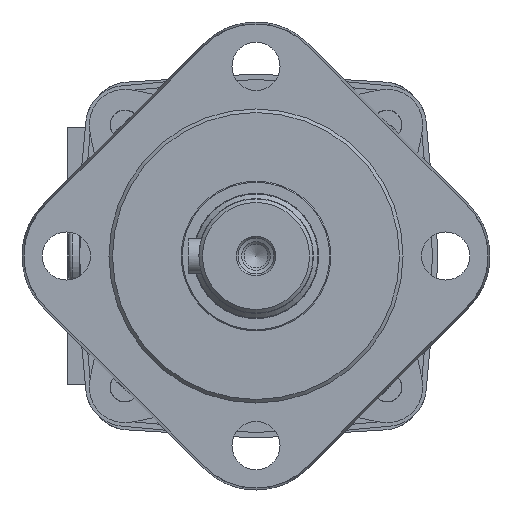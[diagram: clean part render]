
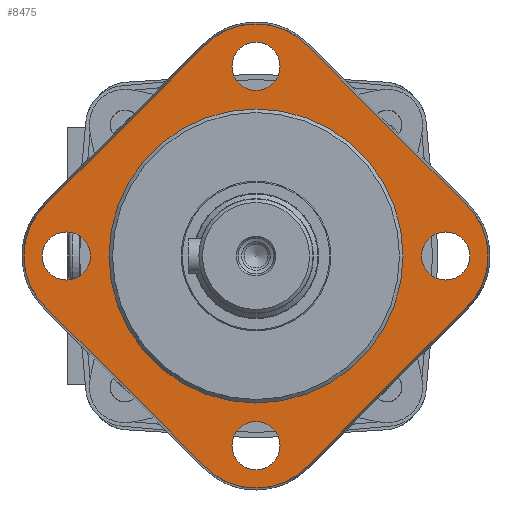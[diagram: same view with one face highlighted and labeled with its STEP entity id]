
A CAD part, left-side view. The second image highlights one B-rep face of the part: STEP entity #8475.
In plain terms, the highlighted planar face has unit normal (-1, 0, 0).
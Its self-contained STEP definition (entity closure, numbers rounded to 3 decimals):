
#412=PLANE('',#9603);
#535=FACE_BOUND('',#1601,.T.);
#536=FACE_BOUND('',#1602,.T.);
#537=FACE_BOUND('',#1603,.T.);
#538=FACE_BOUND('',#1604,.T.);
#539=FACE_BOUND('',#1605,.T.);
#1036=FACE_OUTER_BOUND('',#1600,.T.);
#1600=EDGE_LOOP('',(#7543,#7544,#7545,#7546,#7547,#7548,#7549,#7550));
#1601=EDGE_LOOP('',(#7551));
#1602=EDGE_LOOP('',(#7552));
#1603=EDGE_LOOP('',(#7553));
#1604=EDGE_LOOP('',(#7554));
#1605=EDGE_LOOP('',(#7555));
#2225=LINE('',#15799,#2834);
#2226=LINE('',#15803,#2835);
#2227=LINE('',#15807,#2836);
#2228=LINE('',#15811,#2837);
#2834=VECTOR('',#11992,1000.);
#2835=VECTOR('',#11995,1000.);
#2836=VECTOR('',#11998,1000.);
#2837=VECTOR('',#12001,1000.);
#3327=CIRCLE('',#9604,20.11);
#3328=CIRCLE('',#9605,20.11);
#3329=CIRCLE('',#9606,20.11);
#3330=CIRCLE('',#9607,20.11);
#3331=CIRCLE('',#9608,6.75);
#3332=CIRCLE('',#9609,41.25);
#3333=CIRCLE('',#9610,6.75);
#3334=CIRCLE('',#9611,6.75);
#3335=CIRCLE('',#9612,6.75);
#4121=VERTEX_POINT('',#15797);
#4122=VERTEX_POINT('',#15798);
#4123=VERTEX_POINT('',#15800);
#4124=VERTEX_POINT('',#15802);
#4125=VERTEX_POINT('',#15804);
#4126=VERTEX_POINT('',#15806);
#4127=VERTEX_POINT('',#15808);
#4128=VERTEX_POINT('',#15810);
#4129=VERTEX_POINT('',#15813);
#4130=VERTEX_POINT('',#15815);
#4131=VERTEX_POINT('',#15817);
#4132=VERTEX_POINT('',#15819);
#4133=VERTEX_POINT('',#15821);
#5286=EDGE_CURVE('',#4121,#4122,#2225,.T.);
#5287=EDGE_CURVE('',#4123,#4121,#3327,.T.);
#5288=EDGE_CURVE('',#4124,#4123,#2226,.T.);
#5289=EDGE_CURVE('',#4125,#4124,#3328,.T.);
#5290=EDGE_CURVE('',#4125,#4126,#2227,.T.);
#5291=EDGE_CURVE('',#4127,#4126,#3329,.T.);
#5292=EDGE_CURVE('',#4127,#4128,#2228,.T.);
#5293=EDGE_CURVE('',#4122,#4128,#3330,.T.);
#5294=EDGE_CURVE('',#4129,#4129,#3331,.F.);
#5295=EDGE_CURVE('',#4130,#4130,#3332,.F.);
#5296=EDGE_CURVE('',#4131,#4131,#3333,.T.);
#5297=EDGE_CURVE('',#4132,#4132,#3334,.T.);
#5298=EDGE_CURVE('',#4133,#4133,#3335,.T.);
#7543=ORIENTED_EDGE('',*,*,#5286,.F.);
#7544=ORIENTED_EDGE('',*,*,#5287,.F.);
#7545=ORIENTED_EDGE('',*,*,#5288,.F.);
#7546=ORIENTED_EDGE('',*,*,#5289,.F.);
#7547=ORIENTED_EDGE('',*,*,#5290,.T.);
#7548=ORIENTED_EDGE('',*,*,#5291,.F.);
#7549=ORIENTED_EDGE('',*,*,#5292,.T.);
#7550=ORIENTED_EDGE('',*,*,#5293,.F.);
#7551=ORIENTED_EDGE('',*,*,#5294,.F.);
#7552=ORIENTED_EDGE('',*,*,#5295,.F.);
#7553=ORIENTED_EDGE('',*,*,#5296,.T.);
#7554=ORIENTED_EDGE('',*,*,#5297,.T.);
#7555=ORIENTED_EDGE('',*,*,#5298,.T.);
#8475=ADVANCED_FACE('',(#1036,#535,#536,#537,#538,#539),#412,.F.);
#9603=AXIS2_PLACEMENT_3D('',#15796,#11990,#11991);
#9604=AXIS2_PLACEMENT_3D('',#15801,#11993,#11994);
#9605=AXIS2_PLACEMENT_3D('',#15805,#11996,#11997);
#9606=AXIS2_PLACEMENT_3D('',#15809,#11999,#12000);
#9607=AXIS2_PLACEMENT_3D('',#15812,#12002,#12003);
#9608=AXIS2_PLACEMENT_3D('',#15814,#12004,#12005);
#9609=AXIS2_PLACEMENT_3D('',#15816,#12006,#12007);
#9610=AXIS2_PLACEMENT_3D('',#15818,#12008,#12009);
#9611=AXIS2_PLACEMENT_3D('',#15820,#12010,#12011);
#9612=AXIS2_PLACEMENT_3D('',#15822,#12012,#12013);
#11990=DIRECTION('center_axis',(1.,0.,0.));
#11991=DIRECTION('ref_axis',(0.,0.,-1.));
#11992=DIRECTION('',(0.,0.707,0.707));
#11993=DIRECTION('center_axis',(1.,0.,0.));
#11994=DIRECTION('ref_axis',(0.,0.,-1.));
#11995=DIRECTION('',(0.,0.707,-0.707));
#11996=DIRECTION('center_axis',(1.,0.,0.));
#11997=DIRECTION('ref_axis',(0.,0.,-1.));
#11998=DIRECTION('',(0.,0.707,0.707));
#11999=DIRECTION('center_axis',(1.,0.,0.));
#12000=DIRECTION('ref_axis',(0.,0.,-1.));
#12001=DIRECTION('',(0.,0.707,-0.707));
#12002=DIRECTION('center_axis',(1.,0.,0.));
#12003=DIRECTION('ref_axis',(0.,0.,-1.));
#12004=DIRECTION('center_axis',(1.,0.,0.));
#12005=DIRECTION('ref_axis',(0.,0.,-1.));
#12006=DIRECTION('center_axis',(1.,0.,0.));
#12007=DIRECTION('ref_axis',(0.,0.,-1.));
#12008=DIRECTION('center_axis',(1.,0.,0.));
#12009=DIRECTION('ref_axis',(0.,0.,-1.));
#12010=DIRECTION('center_axis',(1.,0.,0.));
#12011=DIRECTION('ref_axis',(0.,0.,-1.));
#12012=DIRECTION('center_axis',(1.,0.,0.));
#12013=DIRECTION('ref_axis',(0.,0.,-1.));
#15796=CARTESIAN_POINT('Origin',(0.,14.22,
59.22));
#15797=CARTESIAN_POINT('',(0.,14.22,-59.22));
#15798=CARTESIAN_POINT('',(0.,59.22,-14.22));
#15799=CARTESIAN_POINT('',(0.,14.22,-59.22));
#15800=CARTESIAN_POINT('',(0.,-14.22,-59.22));
#15801=CARTESIAN_POINT('Origin',(0.,0.,-45.));
#15802=CARTESIAN_POINT('',(0.,-59.22,-14.22));
#15803=CARTESIAN_POINT('',(0.,-59.22,-14.22));
#15804=CARTESIAN_POINT('',(0.,-59.22,14.22));
#15805=CARTESIAN_POINT('Origin',(0.,-45.,0.));
#15806=CARTESIAN_POINT('',(0.,-14.22,59.22));
#15807=CARTESIAN_POINT('',(0.,-59.22,14.22));
#15808=CARTESIAN_POINT('',(0.,14.22,59.22));
#15809=CARTESIAN_POINT('Origin',(0.,0.,45.));
#15810=CARTESIAN_POINT('',(0.,59.22,14.22));
#15811=CARTESIAN_POINT('',(0.,14.22,59.22));
#15812=CARTESIAN_POINT('Origin',(0.,45.,0.));
#15813=CARTESIAN_POINT('',(0.,53.2,6.75));
#15814=CARTESIAN_POINT('Origin',(0.,53.2,0.));
#15815=CARTESIAN_POINT('',(0.,0.,41.25));
#15816=CARTESIAN_POINT('Origin',(0.,0.,0.));
#15817=CARTESIAN_POINT('',(0.,0.,
59.95));
#15818=CARTESIAN_POINT('Origin',(0.,0.,53.2));
#15819=CARTESIAN_POINT('',(0.,-53.2,6.75));
#15820=CARTESIAN_POINT('Origin',(0.,-53.2,0.));
#15821=CARTESIAN_POINT('',(0.,0.,
-46.45));
#15822=CARTESIAN_POINT('Origin',(0.,0.,-53.2));
